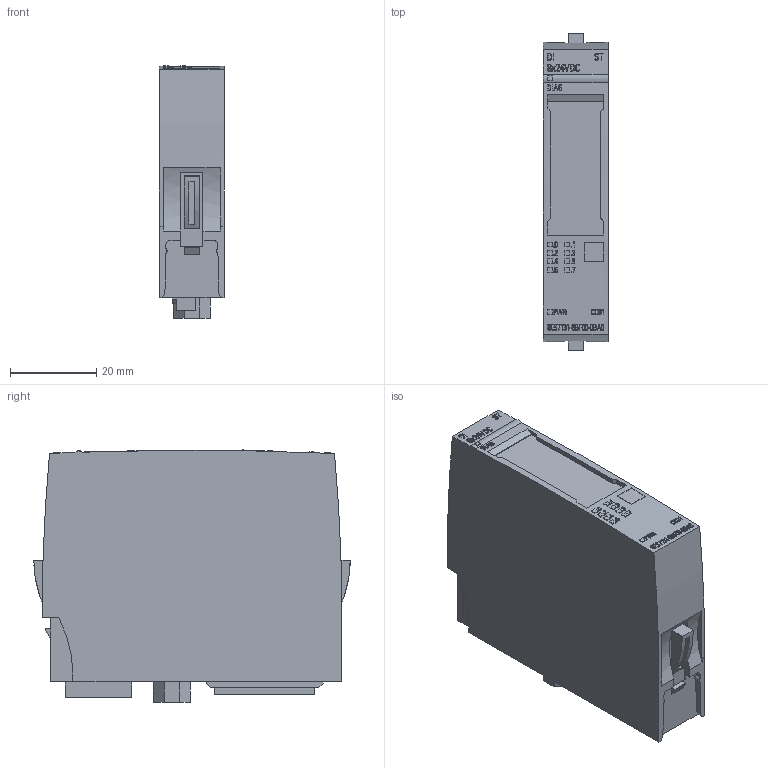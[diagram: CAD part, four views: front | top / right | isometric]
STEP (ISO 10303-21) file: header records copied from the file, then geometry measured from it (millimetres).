
FILE_DESCRIPTION(/* description */ (''),/* implementation_level */ '2;1');
FILE_NAME(/* name */ '6es71316bf000ba0_001_3d.stp',/* time_stamp */ '2012-02-01T15:34:38+01:00',/* author */ ('I. Payrits'),/* organization */ ('Siemens AG'),/* preprocessor_version */ 'ST-DEVELOPER v11',/* originating_system */ 'SIEMENS UGS NX 6.0',/* authorisation */ '');
FILE_SCHEMA (('AUTOMOTIVE_DESIGN { 1 0 10303 214 1 1 1 1 }'));
Length unit declared in the file: millimetre
Products named in the file (3): A5E30882008A_001; A5E30881964A_001; A5E30882012A_001
Assembly tree (2 placements, depth 2):
  A5E30882012A_001
    A5E30881964A_001
    A5E30882008A_001
Bounding box: 15.1 x 73.2 x 58.34 mm (x, y, z)
Volume: 20094.8 mm3; surface area: 28974.3 mm2
Topology: 137 solids, 137 shells, 1223 faces, 2716 edges, 1776 vertices
Faces by surface type: plane 991, cylinder 134, extrusion 98
Entity records: 42562 total; most frequent: CARTESIAN_POINT 14589, ORIENTED_EDGE 5398, DIRECTION 5247, EDGE_CURVE 2699, VECTOR 2203, LINE 2105, VERTEX_POINT 1776, AXIS2_PLACEMENT_3D 1522
